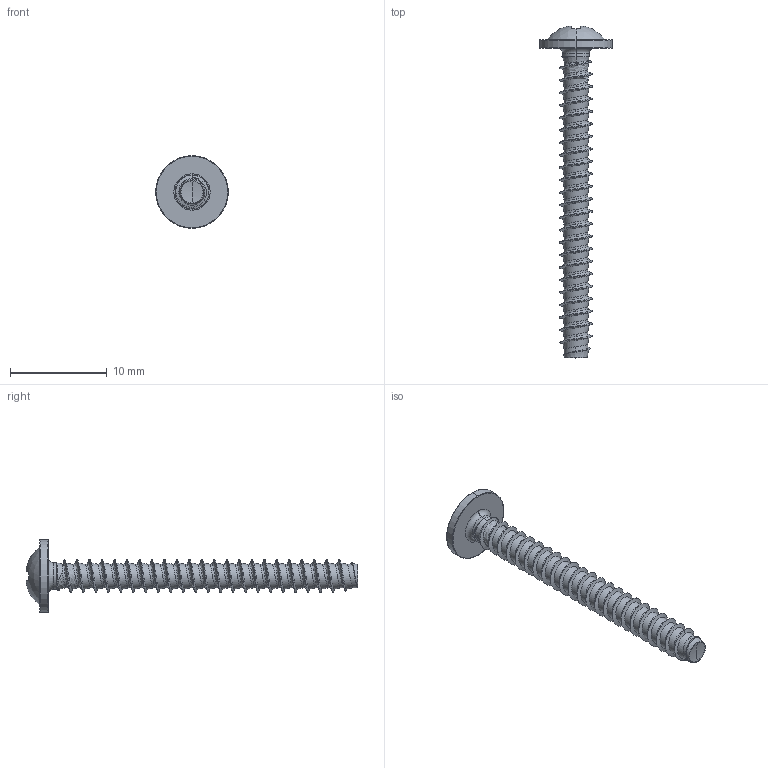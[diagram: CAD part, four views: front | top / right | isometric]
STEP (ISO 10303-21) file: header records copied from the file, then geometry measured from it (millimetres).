
FILE_DESCRIPTION (( 'STEP AP203' ), '1' );
FILE_NAME ('STP210350320.STEP', '2020-09-03T12:29:08', ( '' ), ( '' ), 'SwSTEP 2.0', 'SolidWorks 2015', '' );
FILE_SCHEMA (( 'CONFIG_CONTROL_DESIGN' ));
Length unit declared in the file: millimetre
Products named in the file (2): STP210350320
Bounding box: 7.5 x 34.31 x 7.5 mm (x, y, z)
Volume: 236.1 mm3; surface area: 536.4 mm2
Topology: 1 solids, 1 shells, 227 faces, 563 edges, 339 vertices
Faces by surface type: cylinder 74, bspline 55, torus 38, plane 31, sphere 20, cone 9
Entity records: 37297 total; most frequent: CARTESIAN_POINT 32414, ORIENTED_EDGE 1122, DIRECTION 859, EDGE_CURVE 561, AXIS2_PLACEMENT_3D 370, VERTEX_POINT 339, EDGE_LOOP 230, ADVANCED_FACE 227
